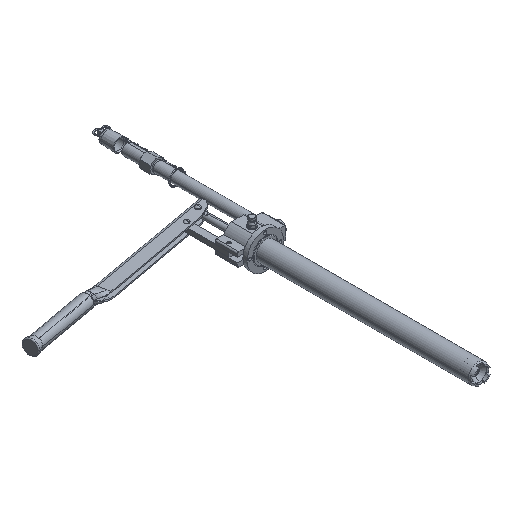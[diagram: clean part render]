
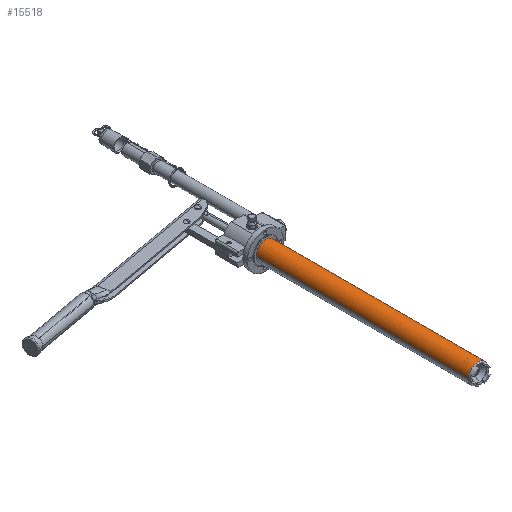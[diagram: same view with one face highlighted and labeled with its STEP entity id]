
A CAD part, isometric view. The second image highlights one B-rep face of the part: STEP entity #15518.
In plain terms, the highlighted cylindrical face has radius 16 mm (diameter 32 mm), a partial arc.
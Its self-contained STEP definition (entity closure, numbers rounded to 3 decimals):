
#4908=CARTESIAN_POINT('',(0.,-23.5,0.));
#4909=DIRECTION('',(0.,-1.,0.));
#4910=DIRECTION('',(1.,0.,0.));
#4911=AXIS2_PLACEMENT_3D('',#4908,#4909,#4910);
#4922=CARTESIAN_POINT('',(0.,-374.,0.));
#4923=DIRECTION('',(0.,1.,0.));
#4924=DIRECTION('',(0.,0.,1.));
#4925=AXIS2_PLACEMENT_3D('',#4922,#4923,#4924);
#4927=CARTESIAN_POINT('',(0.,-374.,0.));
#4928=DIRECTION('',(0.,1.,0.));
#4929=DIRECTION('',(-1.,0.,0.));
#4930=AXIS2_PLACEMENT_3D('',#4927,#4928,#4929);
#4932=DIRECTION('',(0.,-1.,0.));
#4933=VECTOR('',#4932,350.5);
#4934=CARTESIAN_POINT('',(-16.,-23.5,0.));
#4935=LINE('',#4934,#4933);
#4946=DIRECTION('',(0.,1.,0.));
#4947=VECTOR('',#4946,350.5);
#4948=CARTESIAN_POINT('',(16.,-374.,0.));
#4949=LINE('',#4948,#4947);
#8597=CARTESIAN_POINT('',(16.,-23.5,0.));
#8598=CARTESIAN_POINT('',(-16.,-23.5,0.));
#8599=VERTEX_POINT('',#8597);
#8600=VERTEX_POINT('',#8598);
#8609=CARTESIAN_POINT('',(0.,-374.,16.));
#8610=CARTESIAN_POINT('',(16.,-374.,0.));
#8611=VERTEX_POINT('',#8609);
#8612=VERTEX_POINT('',#8610);
#8613=CARTESIAN_POINT('',(-16.,-374.,0.));
#8614=VERTEX_POINT('',#8613);
#15502=CARTESIAN_POINT('',(0.,9.75,0.));
#15503=DIRECTION('',(0.,-1.,0.));
#15504=DIRECTION('',(-1.,0.,0.));
#15505=AXIS2_PLACEMENT_3D('',#15502,#15503,#15504);
#15506=CYLINDRICAL_SURFACE('',#15505,16.);
#15508=ORIENTED_EDGE('',*,*,#15507,.F.);
#15510=ORIENTED_EDGE('',*,*,#15509,.F.);
#15512=ORIENTED_EDGE('',*,*,#15511,.F.);
#15514=ORIENTED_EDGE('',*,*,#15513,.F.);
#15515=ORIENTED_EDGE('',*,*,#15483,.F.);
#15516=EDGE_LOOP('',(#15508,#15510,#15512,#15514,#15515));
#15517=FACE_OUTER_BOUND('',#15516,.F.);
#15518=ADVANCED_FACE('',(#15517),#15506,.T.);
#4912=CIRCLE('',#4911,16.);
#4926=CIRCLE('',#4925,16.);
#4931=CIRCLE('',#4930,16.);
#15483=EDGE_CURVE('',#8599,#8600,#4912,.T.);
#15507=EDGE_CURVE('',#8612,#8599,#4949,.T.);
#15509=EDGE_CURVE('',#8611,#8612,#4926,.T.);
#15511=EDGE_CURVE('',#8614,#8611,#4931,.T.);
#15513=EDGE_CURVE('',#8600,#8614,#4935,.T.);
